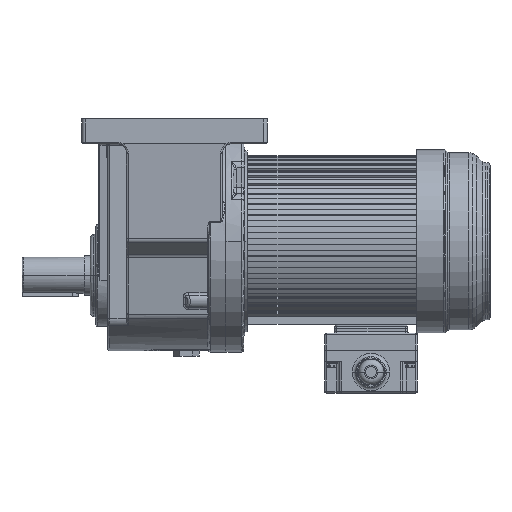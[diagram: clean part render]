
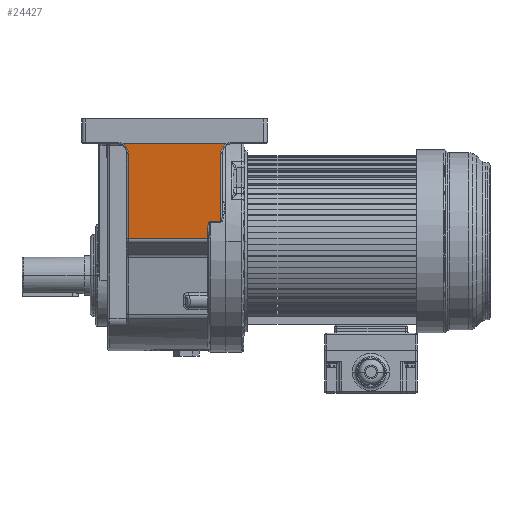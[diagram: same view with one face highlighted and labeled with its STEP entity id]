
A CAD part, front view. The second image highlights one B-rep face of the part: STEP entity #24427.
In plain terms, the highlighted planar face has unit normal (0, -0.996, -0.087).
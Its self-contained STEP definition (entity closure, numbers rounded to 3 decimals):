
#1761=CARTESIAN_POINT('',(98.5,-101.789,78.169));
#1762=CARTESIAN_POINT('',(98.5,-101.86,78.987));
#1763=CARTESIAN_POINT('',(98.703,-101.998,80.566));
#1764=CARTESIAN_POINT('',(99.601,-102.196,82.828));
#1765=CARTESIAN_POINT('',(101.048,-102.368,84.788));
#1766=CARTESIAN_POINT('',(102.283,-102.456,85.801));
#1767=CARTESIAN_POINT('',(102.98,-102.494,86.235));
#1769=DIRECTION('',(0.,-0.087,0.996));
#1770=VECTOR('',#1769,60.911);
#1771=CARTESIAN_POINT('',(98.5,-96.48,17.489));
#1772=LINE('',#1771,#1770);
#1773=CARTESIAN_POINT('',(98.5,-96.48,17.489));
#1834=DIRECTION('',(1.,0.,0.));
#1835=VECTOR('',#1834,9.5);
#1836=CARTESIAN_POINT('',(89.,-96.48,17.489));
#1837=LINE('',#1836,#1835);
#1838=DIRECTION('',(0.,-0.087,0.996));
#1839=VECTOR('',#1838,2.921);
#1840=CARTESIAN_POINT('',(86.5,-95.13,2.063));
#1841=LINE('',#1840,#1839);
#1842=CARTESIAN_POINT('',(86.5,-95.385,4.973));
#1843=CARTESIAN_POINT('',(86.5,-95.424,5.416));
#1844=CARTESIAN_POINT('',(86.504,-95.498,6.27));
#1845=CARTESIAN_POINT('',(86.525,-95.601,7.448));
#1846=CARTESIAN_POINT('',(86.559,-95.696,8.533));
#1847=CARTESIAN_POINT('',(86.606,-95.783,9.529));
#1848=CARTESIAN_POINT('',(86.666,-95.863,10.443));
#1849=CARTESIAN_POINT('',(86.736,-95.937,11.281));
#1850=CARTESIAN_POINT('',(86.817,-96.004,12.048));
#1851=CARTESIAN_POINT('',(86.907,-96.065,12.749));
#1852=CARTESIAN_POINT('',(87.006,-96.121,13.388));
#1853=CARTESIAN_POINT('',(87.112,-96.172,13.971));
#1854=CARTESIAN_POINT('',(87.225,-96.218,14.501));
#1855=CARTESIAN_POINT('',(87.345,-96.26,14.981));
#1856=CARTESIAN_POINT('',(87.47,-96.298,15.415));
#1857=CARTESIAN_POINT('',(87.601,-96.332,15.804));
#1858=CARTESIAN_POINT('',(87.738,-96.363,16.152));
#1859=CARTESIAN_POINT('',(87.879,-96.39,16.46));
#1860=CARTESIAN_POINT('',(88.026,-96.413,16.728));
#1861=CARTESIAN_POINT('',(88.179,-96.434,16.96));
#1862=CARTESIAN_POINT('',(88.339,-96.451,17.154));
#1863=CARTESIAN_POINT('',(88.506,-96.464,17.307));
#1864=CARTESIAN_POINT('',(88.675,-96.473,17.415));
#1865=CARTESIAN_POINT('',(88.844,-96.479,17.477));
#1866=CARTESIAN_POINT('',(88.949,-96.48,17.489));
#1867=CARTESIAN_POINT('',(89.,-96.48,17.489));
#4234=DIRECTION('',(-1.,0.,0.));
#4235=VECTOR('',#4234,90.96);
#4236=CARTESIAN_POINT('',(102.98,-102.494,86.235));
#4237=LINE('',#4236,#4235);
#4273=CARTESIAN_POINT('',(12.02,-102.494,86.235));
#4274=CARTESIAN_POINT('',(12.715,-102.456,85.802));
#4275=CARTESIAN_POINT('',(13.948,-102.368,84.792));
#4276=CARTESIAN_POINT('',(15.395,-102.197,82.835));
#4277=CARTESIAN_POINT('',(16.296,-101.999,80.572));
#4278=CARTESIAN_POINT('',(16.5,-101.86,78.99));
#4279=CARTESIAN_POINT('',(16.5,-101.789,78.169));
#4286=DIRECTION('',(0.,0.087,-0.996));
#4287=VECTOR('',#4286,76.396);
#4288=CARTESIAN_POINT('',(16.5,-101.789,78.169));
#4289=LINE('',#4288,#4287);
#6524=DIRECTION('',(1.,0.,0.));
#6525=VECTOR('',#6524,70.);
#6526=CARTESIAN_POINT('',(16.5,-95.13,2.063));
#6527=LINE('',#6526,#6525);
#17952=CARTESIAN_POINT('',(98.5,-101.789,
78.169));
#17953=VERTEX_POINT('',#17952);
#17954=VERTEX_POINT('',#1767);
#17955=VERTEX_POINT('',#1773);
#17957=CARTESIAN_POINT('',(89.,-96.48,
17.489));
#17958=VERTEX_POINT('',#17957);
#17959=CARTESIAN_POINT('',(86.5,-95.13,2.063));
#17960=CARTESIAN_POINT('',(86.5,-95.385,
4.973));
#17961=VERTEX_POINT('',#17959);
#17962=VERTEX_POINT('',#17960);
#17963=CARTESIAN_POINT('',(16.5,-95.13,
2.063));
#17964=VERTEX_POINT('',#17963);
#17965=CARTESIAN_POINT('',(16.5,-101.789,
78.169));
#17966=VERTEX_POINT('',#17965);
#17967=VERTEX_POINT('',#4273);
#24405=CARTESIAN_POINT('',(88.,-94.95,0.));
#24406=DIRECTION('',(0.,-0.996,-0.087));
#24407=DIRECTION('',(0.,-0.087,0.996));
#24408=AXIS2_PLACEMENT_3D('',#24405,#24406,#24407);
#24409=PLANE('',#24408);
#24411=ORIENTED_EDGE('',*,*,#24410,.F.);
#24413=ORIENTED_EDGE('',*,*,#24412,.F.);
#24415=ORIENTED_EDGE('',*,*,#24414,.F.);
#24417=ORIENTED_EDGE('',*,*,#24416,.F.);
#24419=ORIENTED_EDGE('',*,*,#24418,.F.);
#24420=ORIENTED_EDGE('',*,*,#24222,.F.);
#24421=ORIENTED_EDGE('',*,*,#24236,.F.);
#24422=ORIENTED_EDGE('',*,*,#24396,.F.);
#24424=ORIENTED_EDGE('',*,*,#24423,.F.);
#24425=EDGE_LOOP('',(#24411,#24413,#24415,#24417,#24419,#24420,#24421,#24422,
#24424));
#24426=FACE_OUTER_BOUND('',#24425,.F.);
#24427=ADVANCED_FACE('',(#24426),#24409,.T.);
#1768=B_SPLINE_CURVE_WITH_KNOTS('',3,(#1761,#1762,#1763,#1764,#1765,#1766,
#1767),.UNSPECIFIED.,.F.,.F.,(4,1,1,1,4),(0.,0.25,0.5,0.75,1.),
.UNSPECIFIED.);
#1868=B_SPLINE_CURVE_WITH_KNOTS('',3,(#1842,#1843,#1844,#1845,#1846,#1847,#1848,
#1849,#1850,#1851,#1852,#1853,#1854,#1855,#1856,#1857,#1858,#1859,#1860,#1861,
#1862,#1863,#1864,#1865,#1866,#1867),.UNSPECIFIED.,.F.,.F.,(4,1,1,1,1,1,1,1,1,1,
1,1,1,1,1,1,1,1,1,1,1,1,1,4),(0.,0.043,0.087,
0.13,0.174,0.217,0.261,
0.304,0.348,0.391,0.435,
0.478,0.522,0.565,0.609,
0.652,0.696,0.739,0.783,
0.826,0.87,0.913,0.957,1.),
.UNSPECIFIED.);
#4280=B_SPLINE_CURVE_WITH_KNOTS('',3,(#4273,#4274,#4275,#4276,#4277,#4278,
#4279),.UNSPECIFIED.,.F.,.F.,(4,1,1,1,4),(0.,0.25,0.5,0.75,1.),
.UNSPECIFIED.);
#24222=EDGE_CURVE('',#17953,#17954,#1768,.T.);
#24236=EDGE_CURVE('',#17955,#17953,#1772,.T.);
#24396=EDGE_CURVE('',#17958,#17955,#1837,.T.);
#24410=EDGE_CURVE('',#17961,#17962,#1841,.T.);
#24412=EDGE_CURVE('',#17964,#17961,#6527,.T.);
#24414=EDGE_CURVE('',#17966,#17964,#4289,.T.);
#24416=EDGE_CURVE('',#17967,#17966,#4280,.T.);
#24418=EDGE_CURVE('',#17954,#17967,#4237,.T.);
#24423=EDGE_CURVE('',#17962,#17958,#1868,.T.);
